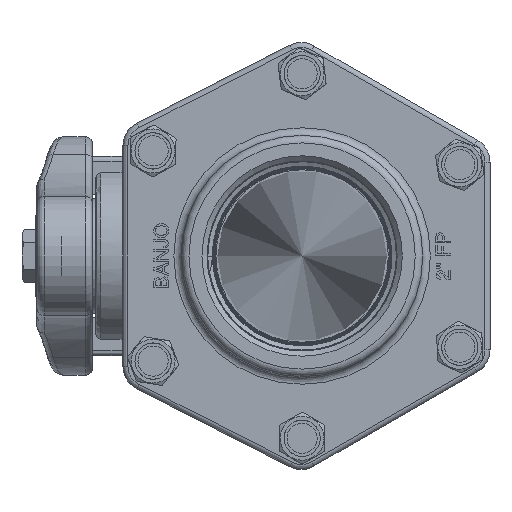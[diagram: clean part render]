
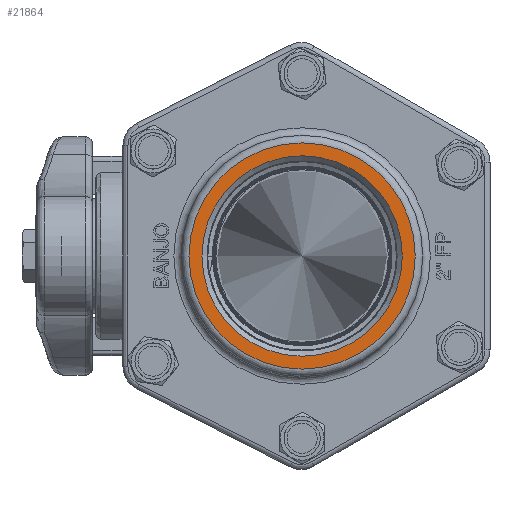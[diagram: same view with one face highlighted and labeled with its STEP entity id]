
A CAD part, left-side view. The second image highlights one B-rep face of the part: STEP entity #21864.
In plain terms, the highlighted face is planar.
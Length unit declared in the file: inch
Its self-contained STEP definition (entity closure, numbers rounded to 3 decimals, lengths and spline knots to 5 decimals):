
#711=FACE_BOUND('',#3475,.T.);
#1200=PLANE('',#23870);
#2150=FACE_OUTER_BOUND('',#3474,.T.);
#3474=EDGE_LOOP('',(#18431,#18432));
#3475=EDGE_LOOP('',(#18433));
#8679=CIRCLE('',#23868,1.40625);
#8680=CIRCLE('',#23869,1.40625);
#8681=CIRCLE('',#23871,1.245);
#10465=VERTEX_POINT('',#37886);
#10466=VERTEX_POINT('',#37888);
#10467=VERTEX_POINT('',#37892);
#13264=EDGE_CURVE('',#10465,#10466,#8679,.T.);
#13265=EDGE_CURVE('',#10466,#10465,#8680,.T.);
#13266=EDGE_CURVE('',#10467,#10467,#8681,.T.);
#18431=ORIENTED_EDGE('',*,*,#13265,.F.);
#18432=ORIENTED_EDGE('',*,*,#13264,.F.);
#18433=ORIENTED_EDGE('',*,*,#13266,.F.);
#21864=ADVANCED_FACE('',(#2150,#711),#1200,.T.);
#23868=AXIS2_PLACEMENT_3D('',#37889,#28333,#28334);
#23869=AXIS2_PLACEMENT_3D('',#37890,#28335,#28336);
#23870=AXIS2_PLACEMENT_3D('',#37891,#28337,#28338);
#23871=AXIS2_PLACEMENT_3D('',#37893,#28339,#28340);
#28333=DIRECTION('center_axis',(0.,0.,-1.));
#28334=DIRECTION('ref_axis',(0.,-1.,0.));
#28335=DIRECTION('center_axis',(0.,0.,-1.));
#28336=DIRECTION('ref_axis',(0.,-1.,0.));
#28337=DIRECTION('center_axis',(0.,0.,1.));
#28338=DIRECTION('ref_axis',(1.,0.,0.));
#28339=DIRECTION('center_axis',(0.,0.,1.));
#28340=DIRECTION('ref_axis',(0.,-1.,0.));
#37886=CARTESIAN_POINT('',(1.40625,0.,1.225));
#37888=CARTESIAN_POINT('',(0.,1.40625,1.225));
#37889=CARTESIAN_POINT('Origin',(0.,0.,1.225));
#37890=CARTESIAN_POINT('Origin',(0.,0.,1.225));
#37891=CARTESIAN_POINT('Origin',(0.,1.5,1.225));
#37892=CARTESIAN_POINT('',(0.,1.245,1.225));
#37893=CARTESIAN_POINT('Origin',(0.,0.,1.225));
